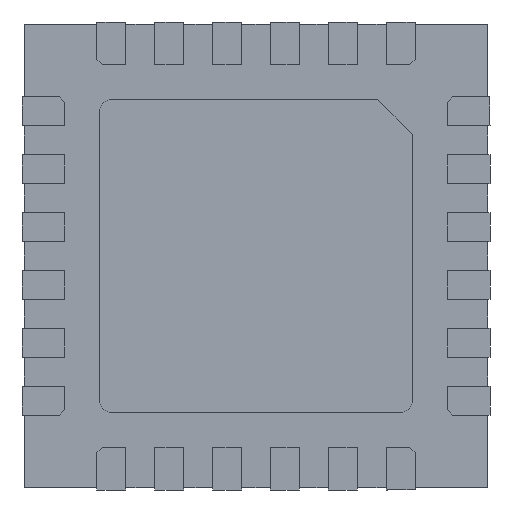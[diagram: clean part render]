
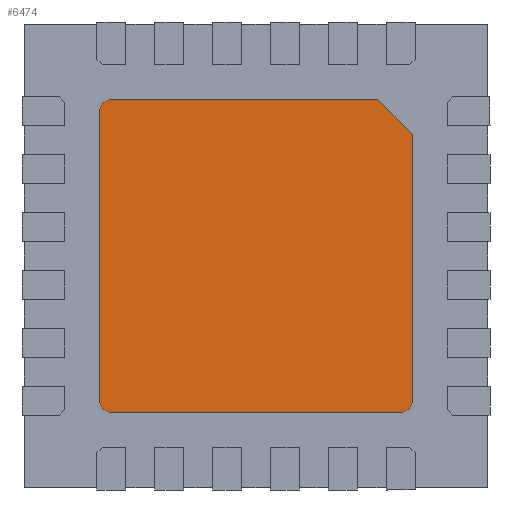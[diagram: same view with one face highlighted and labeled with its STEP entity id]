
A CAD part, front view. The second image highlights one B-rep face of the part: STEP entity #6474.
In plain terms, the highlighted planar face has unit normal (0, -1, 0).
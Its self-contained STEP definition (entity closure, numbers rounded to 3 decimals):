
#149 = EDGE_LOOP ( 'NONE', ( #365, #12055, #11284, #11962, #8197, #11824, #6787, #3568 ) ) ;
#346 = DIRECTION ( 'NONE',  ( 0., -1., 0. ) ) ;
#365 = ORIENTED_EDGE ( 'NONE', *, *, #9290, .T. ) ;
#680 = VERTEX_POINT ( 'NONE', #8026 ) ;
#700 = CARTESIAN_POINT ( 'NONE',  ( 0.75, -0.02, -3.35 ) ) ;
#763 = DIRECTION ( 'NONE',  ( -1., 0., 0. ) ) ;
#1146 = EDGE_CURVE ( 'NONE', #8801, #9903, #11996, .T. ) ;
#1408 = DIRECTION ( 'NONE',  ( 0., -1., 0. ) ) ;
#1430 = CARTESIAN_POINT ( 'NONE',  ( 3.2, -0.02, -0.8 ) ) ;
#1557 = CIRCLE ( 'NONE', #5263, 0.1 ) ;
#1563 = DIRECTION ( 'NONE',  ( 0., 0., 1. ) ) ;
#2623 = DIRECTION ( 'NONE',  ( 0., 0., -1. ) ) ;
#2718 = CARTESIAN_POINT ( 'NONE',  ( 2., -0.02, -3.35 ) ) ;
#2785 = CARTESIAN_POINT ( 'NONE',  ( 0.75, -0.02, -0.75 ) ) ;
#2830 = LINE ( 'NONE', #3108, #9445 ) ;
#3108 = CARTESIAN_POINT ( 'NONE',  ( 1.9, -0.02, -0.65 ) ) ;
#3410 = CARTESIAN_POINT ( 'NONE',  ( 0.75, -0.02, -0.65 ) ) ;
#3456 = VECTOR ( 'NONE', #2623, 1000. ) ;
#3568 = ORIENTED_EDGE ( 'NONE', *, *, #12905, .F. ) ;
#4222 = DIRECTION ( 'NONE',  ( 0., 0., 1. ) ) ;
#4343 = CARTESIAN_POINT ( 'NONE',  ( 0.65, -0.02, -3.25 ) ) ;
#4344 = EDGE_CURVE ( 'NONE', #680, #12596, #7770, .T. ) ;
#4548 = DIRECTION ( 'NONE',  ( 0., -1., 0. ) ) ;
#4868 = CARTESIAN_POINT ( 'NONE',  ( 3.35, -0.02, -3.25 ) ) ;
#5086 = DIRECTION ( 'NONE',  ( 1., 0., 0. ) ) ;
#5263 = AXIS2_PLACEMENT_3D ( 'NONE', #7455, #346, #4222 ) ;
#5345 = DIRECTION ( 'NONE',  ( 0., 0., 1. ) ) ;
#5504 = CARTESIAN_POINT ( 'NONE',  ( -0.101, -0.02, -4.101 ) ) ;
#5741 = CARTESIAN_POINT ( 'NONE',  ( 3.05, -0.02, -0.65 ) ) ;
#6115 = CIRCLE ( 'NONE', #6549, 0.1 ) ;
#6474 = ADVANCED_FACE ( 'NONE', ( #6575 ), #8502, .T. ) ;
#6549 = AXIS2_PLACEMENT_3D ( 'NONE', #2785, #7063, #1563 ) ;
#6575 = FACE_OUTER_BOUND ( 'NONE', #149, .T. ) ;
#6655 = EDGE_CURVE ( 'NONE', #7675, #11616, #6115, .T. ) ;
#6787 = ORIENTED_EDGE ( 'NONE', *, *, #6655, .T. ) ;
#7063 = DIRECTION ( 'NONE',  ( 0., -1., 0. ) ) ;
#7432 = VERTEX_POINT ( 'NONE', #4343 ) ;
#7455 = CARTESIAN_POINT ( 'NONE',  ( 3.25, -0.02, -3.25 ) ) ;
#7540 = VERTEX_POINT ( 'NONE', #5741 ) ;
#7675 = VERTEX_POINT ( 'NONE', #3410 ) ;
#7770 = LINE ( 'NONE', #11973, #3456 ) ;
#7782 = VECTOR ( 'NONE', #13460, 1000. ) ;
#8026 = CARTESIAN_POINT ( 'NONE',  ( 3.35, -0.02, -0.95 ) ) ;
#8109 = EDGE_CURVE ( 'NONE', #7540, #680, #11605, .T. ) ;
#8197 = ORIENTED_EDGE ( 'NONE', *, *, #8109, .F. ) ;
#8370 = CARTESIAN_POINT ( 'NONE',  ( 0.65, -0.02, -2. ) ) ;
#8502 = PLANE ( 'NONE',  #9585 ) ;
#8563 = EDGE_CURVE ( 'NONE', #8801, #12596, #1557, .T. ) ;
#8801 = VERTEX_POINT ( 'NONE', #10760 ) ;
#9228 = EDGE_CURVE ( 'NONE', #7675, #7540, #2830, .T. ) ;
#9290 = EDGE_CURVE ( 'NONE', #7432, #9903, #10581, .T. ) ;
#9445 = VECTOR ( 'NONE', #5086, 1000. ) ;
#9585 = AXIS2_PLACEMENT_3D ( 'NONE', #5504, #4548, #11735 ) ;
#9903 = VERTEX_POINT ( 'NONE', #700 ) ;
#10058 = VECTOR ( 'NONE', #11802, 1000. ) ;
#10082 = CARTESIAN_POINT ( 'NONE',  ( 0.65, -0.02, -0.75 ) ) ;
#10581 = CIRCLE ( 'NONE', #12114, 0.1 ) ;
#10760 = CARTESIAN_POINT ( 'NONE',  ( 3.25, -0.02, -3.35 ) ) ;
#11162 = CARTESIAN_POINT ( 'NONE',  ( 0.75, -0.02, -3.25 ) ) ;
#11284 = ORIENTED_EDGE ( 'NONE', *, *, #8563, .T. ) ;
#11605 = LINE ( 'NONE', #1430, #10058 ) ;
#11616 = VERTEX_POINT ( 'NONE', #10082 ) ;
#11735 = DIRECTION ( 'NONE',  ( 1., 0., 0. ) ) ;
#11802 = DIRECTION ( 'NONE',  ( 0.707, 0., -0.707 ) ) ;
#11824 = ORIENTED_EDGE ( 'NONE', *, *, #9228, .F. ) ;
#11962 = ORIENTED_EDGE ( 'NONE', *, *, #4344, .F. ) ;
#11973 = CARTESIAN_POINT ( 'NONE',  ( 3.35, -0.02, -2.1 ) ) ;
#11996 = LINE ( 'NONE', #2718, #12463 ) ;
#12055 = ORIENTED_EDGE ( 'NONE', *, *, #1146, .F. ) ;
#12114 = AXIS2_PLACEMENT_3D ( 'NONE', #11162, #1408, #5345 ) ;
#12463 = VECTOR ( 'NONE', #763, 1000. ) ;
#12596 = VERTEX_POINT ( 'NONE', #4868 ) ;
#12905 = EDGE_CURVE ( 'NONE', #7432, #11616, #13397, .T. ) ;
#13397 = LINE ( 'NONE', #8370, #7782 ) ;
#13460 = DIRECTION ( 'NONE',  ( 0., 0., 1. ) ) ;
